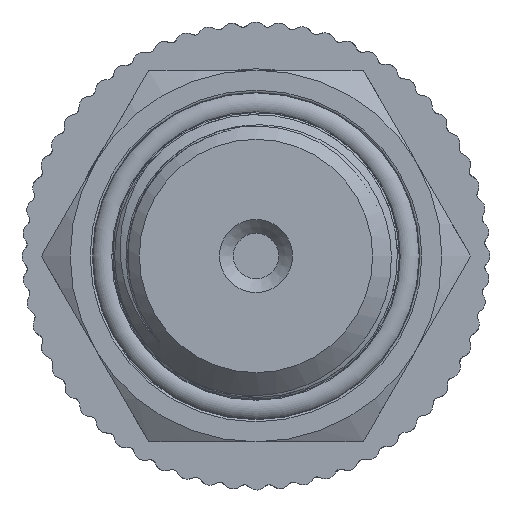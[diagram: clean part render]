
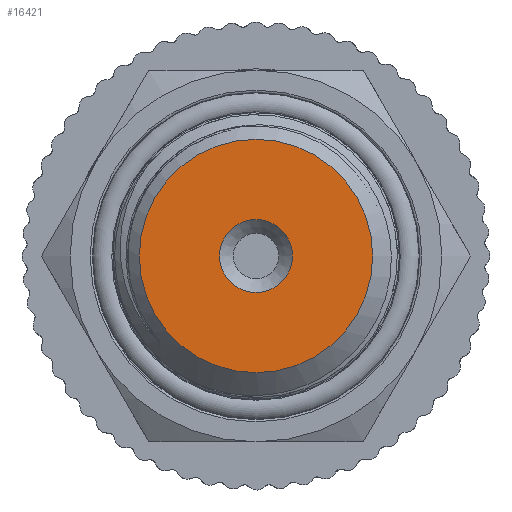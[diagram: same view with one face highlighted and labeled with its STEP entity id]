
A CAD part, left-side view. The second image highlights one B-rep face of the part: STEP entity #16421.
In plain terms, the highlighted planar face has unit normal (-1, 0, 0).
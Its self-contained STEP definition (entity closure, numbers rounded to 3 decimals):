
#211=PLANE('',#17295);
#934=FACE_BOUND('',#2261,.T.);
#1309=FACE_OUTER_BOUND('',#2260,.T.);
#2260=EDGE_LOOP('',(#12707));
#2261=EDGE_LOOP('',(#12708));
#2968=CIRCLE('',#17258,8.478);
#2986=CIRCLE('',#17294,2.65);
#7181=VERTEX_POINT('',#33759);
#7200=VERTEX_POINT('',#37561);
#9178=EDGE_CURVE('',#7181,#7181,#2968,.T.);
#9216=EDGE_CURVE('',#7200,#7200,#2986,.T.);
#12707=ORIENTED_EDGE('',*,*,#9178,.T.);
#12708=ORIENTED_EDGE('',*,*,#9216,.T.);
#16421=ADVANCED_FACE('',(#1309,#934),#211,.T.);
#17258=AXIS2_PLACEMENT_3D('',#33761,#18625,#18626);
#17294=AXIS2_PLACEMENT_3D('',#37563,#18704,#18705);
#17295=AXIS2_PLACEMENT_3D('',#37564,#18706,#18707);
#18625=DIRECTION('center_axis',(-1.,0.,0.));
#18626=DIRECTION('ref_axis',(0.,1.,0.));
#18704=DIRECTION('center_axis',(1.,0.,0.));
#18705=DIRECTION('ref_axis',(0.,0.,-1.));
#18706=DIRECTION('center_axis',(-1.,0.,0.));
#18707=DIRECTION('ref_axis',(0.,0.,1.));
#33759=CARTESIAN_POINT('',(-61.,-8.478,0.));
#33761=CARTESIAN_POINT('Origin',(-61.,0.,0.));
#37561=CARTESIAN_POINT('',(-61.,-2.65,0.));
#37563=CARTESIAN_POINT('Origin',(-61.,0.,0.));
#37564=CARTESIAN_POINT('Origin',(-61.,10.478,0.));
